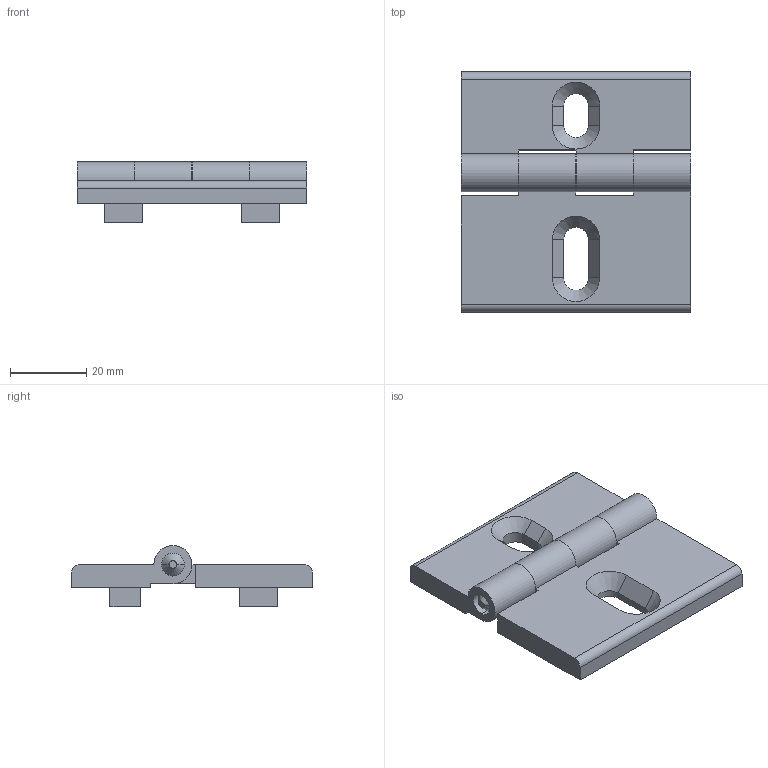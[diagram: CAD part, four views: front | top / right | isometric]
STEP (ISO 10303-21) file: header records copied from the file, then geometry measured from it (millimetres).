
FILE_DESCRIPTION(('Creo Elements/Direct Modeling STEP Export'),'2;1');
FILE_NAME('44.0340.2_Anschraubscharnier-MMS-44_60x63-schwarz.stp','2022-03-21T 9:01:00',(''),(''),'PTC Creo Elements/Direct Modeling STEP processor for AP214 (Solid Model)','PTC Creo Elements/Direct Modeling 19.0C 15-Aug-2015 (C) Parametric Technology GmbH','');
FILE_SCHEMA(('AUTOMOTIVE_DESIGN { 1 0 10303 214 1 1 1 1 }'));
Length unit declared in the file: millimetre
Products named in the file (6): Stabilisierungszapfen_10x10x8.5_96.4056_PX174716.3.02; Scharnierschenkel_60x31.5_96.4134_PX174726; Stabilisierungszapfen_8.5x8x8_96.3032_PX174724; Scharnierschenkel_60x41.5_96.4135_PX174717.02; Bolzen_Ø6x60_96.4136_PX174719.02; Anschraubscharnier-MMS-44_60x63-schwarz_44.0340.2_PX174727
Assembly tree (7 placements, depth 2):
  Anschraubscharnier-MMS-44_60x63-schwarz_44.0340.2_PX174727
    Bolzen_Ø6x60_96.4136_PX174719.02
    Scharnierschenkel_60x41.5_96.4135_PX174717.02
    Stabilisierungszapfen_8.5x8x8_96.3032_PX174724  x2
    Stabilisierungszapfen_10x10x8.5_96.4056_PX174716.3.02  x2
    Scharnierschenkel_60x31.5_96.4134_PX174726
Bounding box: 60 x 63 x 16 mm (x, y, z)
Volume: 23217.8 mm3; surface area: 14567.3 mm2
Topology: 7 solids, 7 shells, 256 faces, 611 edges, 383 vertices
Faces by surface type: plane 190, cylinder 50, cone 16
Entity records: 5900 total; most frequent: ORIENTED_EDGE 1134, CARTESIAN_POINT 941, DIRECTION 816, EDGE_CURVE 567, VECTOR 356, LINE 356, VERTEX_POINT 355, EDGE_LOOP 258
